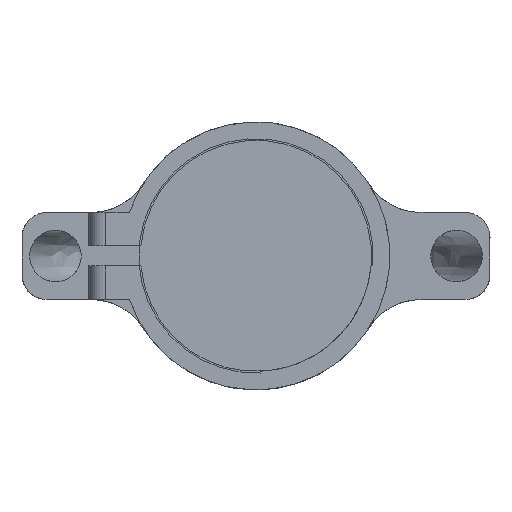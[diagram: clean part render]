
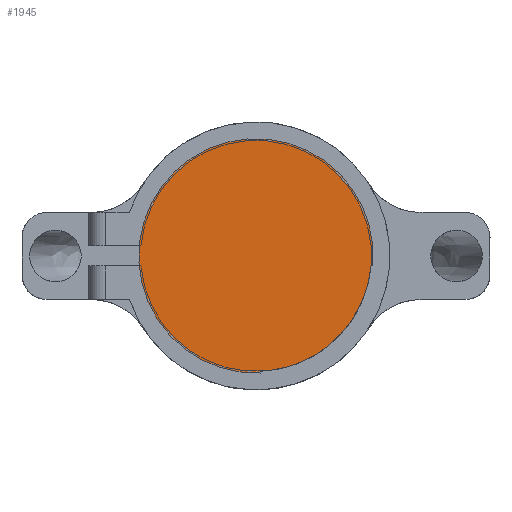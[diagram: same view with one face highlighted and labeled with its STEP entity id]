
A CAD part, top view. The second image highlights one B-rep face of the part: STEP entity #1945.
In plain terms, the highlighted planar face has unit normal (0, 0, 1).
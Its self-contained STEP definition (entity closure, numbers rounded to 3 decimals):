
#158=PLANE('',#2081);
#214=FACE_OUTER_BOUND('',#326,.T.);
#326=EDGE_LOOP('',(#1331,#1332,#1333,#1334));
#447=LINE('',#2756,#577);
#451=LINE('',#2768,#581);
#577=VECTOR('',#2273,10.);
#581=VECTOR('',#2285,10.);
#709=CIRCLE('',#2076,35.);
#711=CIRCLE('',#2080,34.5);
#802=VERTEX_POINT('',#2753);
#803=VERTEX_POINT('',#2755);
#805=VERTEX_POINT('',#2761);
#807=VERTEX_POINT('',#2767);
#1005=EDGE_CURVE('',#803,#802,#447,.T.);
#1008=EDGE_CURVE('',#805,#803,#709,.T.);
#1011=EDGE_CURVE('',#807,#805,#451,.T.);
#1014=EDGE_CURVE('',#802,#807,#711,.T.);
#1331=ORIENTED_EDGE('',*,*,#1014,.T.);
#1332=ORIENTED_EDGE('',*,*,#1011,.T.);
#1333=ORIENTED_EDGE('',*,*,#1008,.T.);
#1334=ORIENTED_EDGE('',*,*,#1005,.T.);
#1945=ADVANCED_FACE('',(#214),#158,.T.);
#2076=AXIS2_PLACEMENT_3D('',#2762,#2279,#2280);
#2080=AXIS2_PLACEMENT_3D('',#2772,#2291,#2292);
#2081=AXIS2_PLACEMENT_3D('',#2773,#2293,#2294);
#2273=DIRECTION('',(0.,1.,0.));
#2279=DIRECTION('center_axis',(0.,0.,1.));
#2280=DIRECTION('ref_axis',(-1.,0.,0.));
#2285=DIRECTION('',(1.,0.,0.));
#2291=DIRECTION('center_axis',(0.,0.,1.));
#2292=DIRECTION('ref_axis',(0.036,-0.999,0.));
#2293=DIRECTION('center_axis',(0.,0.,1.));
#2294=DIRECTION('ref_axis',(-1.,0.,0.));
#2753=CARTESIAN_POINT('',(1.25,-34.477,25.));
#2755=CARTESIAN_POINT('',(1.25,-34.978,25.));
#2756=CARTESIAN_POINT('',(1.25,-34.477,25.));
#2761=CARTESIAN_POINT('',(34.871,-3.,25.));
#2762=CARTESIAN_POINT('Origin',(0.,0.,
25.));
#2767=CARTESIAN_POINT('',(34.369,-3.,25.));
#2768=CARTESIAN_POINT('',(44.887,-3.,25.));
#2772=CARTESIAN_POINT('Origin',(0.,0.,
25.));
#2773=CARTESIAN_POINT('Origin',(0.,0.,
25.));
